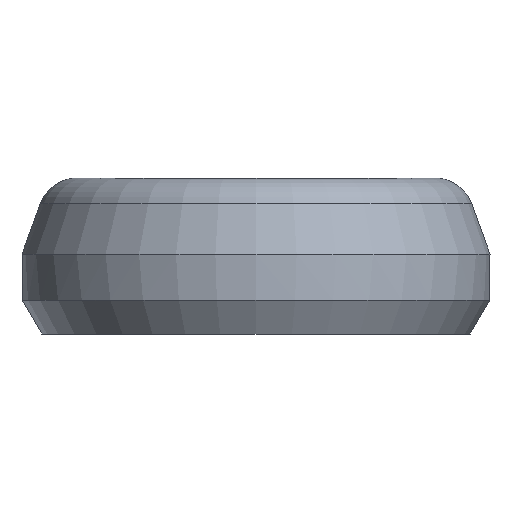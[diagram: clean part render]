
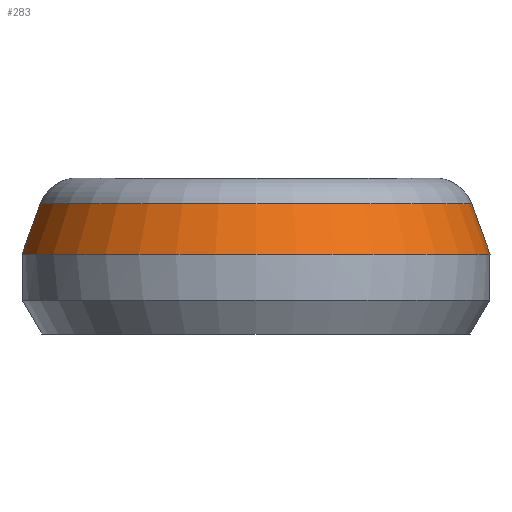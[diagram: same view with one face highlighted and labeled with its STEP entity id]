
A CAD part, left-side view. The second image highlights one B-rep face of the part: STEP entity #283.
In plain terms, the highlighted conical face has half-angle 20 degrees and reference radius 12 mm.
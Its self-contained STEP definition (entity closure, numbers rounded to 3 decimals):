
#111 = VERTEX_POINT('',#112);
#112 = CARTESIAN_POINT('',(0.,-11.059,6.684));
#139 = VERTEX_POINT('',#140);
#140 = CARTESIAN_POINT('',(0.,11.059,6.684));
#165 = EDGE_CURVE('',#139,#111,#166,.T.);
#166 = CIRCLE('',#167,11.059);
#167 = AXIS2_PLACEMENT_3D('',#168,#169,#170);
#168 = CARTESIAN_POINT('',(0.,0.,6.684));
#169 = DIRECTION('',(0.,-0.,1.));
#170 = DIRECTION('',(0.,1.,0.));
#237 = EDGE_CURVE('',#238,#111,#240,.T.);
#238 = VERTEX_POINT('',#239);
#239 = CARTESIAN_POINT('',(0.,-12.,4.1));
#240 = LINE('',#241,#242);
#241 = CARTESIAN_POINT('',(0.,-12.,4.1));
#242 = VECTOR('',#243,1.);
#243 = DIRECTION('',(0.,0.342,0.94));
#264 = VERTEX_POINT('',#265);
#265 = CARTESIAN_POINT('',(0.,12.,4.1));
#272 = EDGE_CURVE('',#264,#139,#273,.T.);
#273 = LINE('',#274,#275);
#274 = CARTESIAN_POINT('',(0.,12.,4.1));
#275 = VECTOR('',#276,1.);
#276 = DIRECTION('',(0.,-0.342,0.94));
#283 = ADVANCED_FACE('',(#284),#296,.T.);
#284 = FACE_BOUND('',#285,.T.);
#285 = EDGE_LOOP('',(#286,#287,#294,#295));
#286 = ORIENTED_EDGE('',*,*,#272,.F.);
#287 = ORIENTED_EDGE('',*,*,#288,.T.);
#288 = EDGE_CURVE('',#264,#238,#289,.T.);
#289 = CIRCLE('',#290,12.);
#290 = AXIS2_PLACEMENT_3D('',#291,#292,#293);
#291 = CARTESIAN_POINT('',(0.,0.,4.1));
#292 = DIRECTION('',(0.,-0.,1.));
#293 = DIRECTION('',(0.,1.,0.));
#294 = ORIENTED_EDGE('',*,*,#237,.T.);
#295 = ORIENTED_EDGE('',*,*,#165,.F.);
#296 = CONICAL_SURFACE('',#297,12.,0.349);
#297 = AXIS2_PLACEMENT_3D('',#298,#299,#300);
#298 = CARTESIAN_POINT('',(0.,0.,4.1));
#299 = DIRECTION('',(-0.,-0.,-1.));
#300 = DIRECTION('',(0.,1.,0.));
